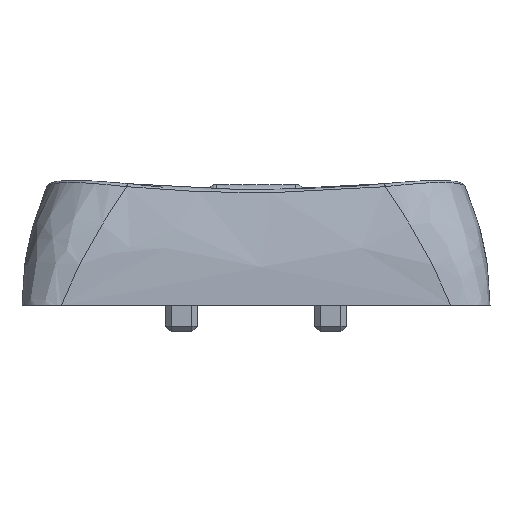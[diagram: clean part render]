
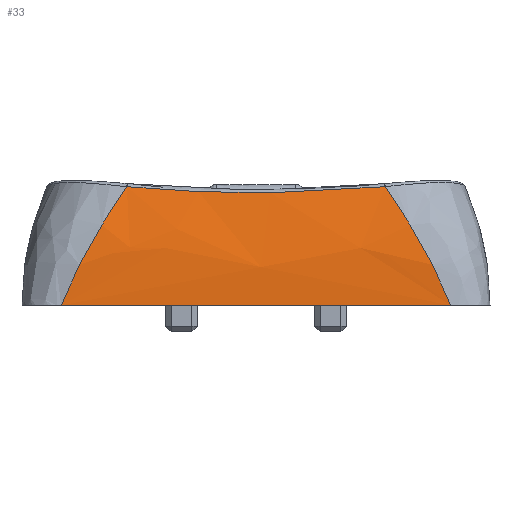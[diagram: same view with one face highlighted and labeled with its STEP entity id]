
A CAD part, front view. The second image highlights one B-rep face of the part: STEP entity #33.
In plain terms, the highlighted free-form (B-spline) face has degree [2, 1] with [3, 2] control points.
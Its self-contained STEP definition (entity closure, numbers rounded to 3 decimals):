
#33=ADVANCED_FACE('',(#162),#1953,.T.);
#162=FACE_OUTER_BOUND('',#294,.T.);
#294=EDGE_LOOP('',(#501,#502,#503,#504));
#501=ORIENTED_EDGE('',*,*,#1096,.T.);
#502=ORIENTED_EDGE('',*,*,#1098,.F.);
#503=ORIENTED_EDGE('',*,*,#1087,.T.);
#504=ORIENTED_EDGE('',*,*,#1097,.F.);
#1087=EDGE_CURVE('',#1752,#1750,#1439,.T.);
#1096=EDGE_CURVE('',#1753,#1754,#1448,.T.);
#1097=EDGE_CURVE('',#1753,#1750,#1449,.T.);
#1098=EDGE_CURVE('',#1752,#1754,#1450,.T.);
#1439=B_SPLINE_CURVE_WITH_KNOTS('',1,(#3660,#3661),.UNSPECIFIED.,.F.,.F.,
(2,2),(0.,14.9),.UNSPECIFIED.);
#1448=B_SPLINE_CURVE_WITH_KNOTS('',3,(#3924,#3925,#3926,#3927),
 .UNSPECIFIED.,.F.,.F.,(4,4),(0.,0.99),
 .UNSPECIFIED.);
#1449=B_SPLINE_CURVE_WITH_KNOTS('',3,(#3928,#3929,#3930,#3931,#3932,#3933,
#3934),.UNSPECIFIED.,.F.,.F.,(4,1,1,1,4),(0.,0.977,2.063,
2.425,5.321),.UNSPECIFIED.);
#1450=B_SPLINE_CURVE_WITH_KNOTS('',3,(#3935,#3936,#3937,#3938,#3939,#3940,
#3941),.UNSPECIFIED.,.F.,.F.,(4,1,1,1,4),(0.,2.896,3.258,
4.344,5.321),.UNSPECIFIED.);
#1750=VERTEX_POINT('',#3449);
#1752=VERTEX_POINT('',#3451);
#1753=VERTEX_POINT('',#3452);
#1754=VERTEX_POINT('',#3453);
#1953=(
BOUNDED_SURFACE()
B_SPLINE_SURFACE(2,1,((#2272,#2273),(#2274,#2275),(#2276,#2277)),
 .UNSPECIFIED.,.F.,.F.,.F.)
B_SPLINE_SURFACE_WITH_KNOTS((3,3),(2,2),(0.088,0.508),
(1.61,16.51),.UNSPECIFIED.)
GEOMETRIC_REPRESENTATION_ITEM()
RATIONAL_B_SPLINE_SURFACE(((1.,1.),(0.978,0.978),
(1.,1.)))
REPRESENTATION_ITEM('')
SURFACE()
);
#2272=CARTESIAN_POINT('',(-7.45,-7.975,7.581));
#2273=CARTESIAN_POINT('',(7.45,-7.975,7.581));
#2274=CARTESIAN_POINT('',(-7.45,-8.95,5.394));
#2275=CARTESIAN_POINT('',(7.45,-8.95,5.394));
#2276=CARTESIAN_POINT('',(-7.45,-8.95,3.));
#2277=CARTESIAN_POINT('',(7.45,-8.95,3.));
#3449=CARTESIAN_POINT('',(7.45,-8.95,3.));
#3451=CARTESIAN_POINT('',(-7.45,-8.95,3.));
#3452=CARTESIAN_POINT('',(4.94,-7.994,7.539));
#3453=CARTESIAN_POINT('',(-4.94,-7.994,7.539));
#3660=CARTESIAN_POINT('',(-7.45,-8.95,3.));
#3661=CARTESIAN_POINT('',(7.45,-8.95,3.));
#3924=CARTESIAN_POINT('',(4.94,-7.994,7.539));
#3925=CARTESIAN_POINT('',(1.658,-8.132,7.226));
#3926=CARTESIAN_POINT('',(-1.658,-8.132,7.226));
#3927=CARTESIAN_POINT('',(-4.94,-7.994,7.539));
#3928=CARTESIAN_POINT('',(4.94,-7.994,7.539));
#3929=CARTESIAN_POINT('',(5.125,-8.11,7.276));
#3930=CARTESIAN_POINT('',(5.507,-8.334,6.71));
#3931=CARTESIAN_POINT('',(5.929,-8.54,6.035));
#3932=CARTESIAN_POINT('',(6.647,-8.841,4.805));
#3933=CARTESIAN_POINT('',(7.117,-8.95,3.852));
#3934=CARTESIAN_POINT('',(7.45,-8.95,3.));
#3935=CARTESIAN_POINT('',(-7.45,-8.95,3.));
#3936=CARTESIAN_POINT('',(-7.117,-8.95,3.852));
#3937=CARTESIAN_POINT('',(-6.647,-8.841,4.805));
#3938=CARTESIAN_POINT('',(-5.929,-8.54,6.035));
#3939=CARTESIAN_POINT('',(-5.507,-8.334,6.71));
#3940=CARTESIAN_POINT('',(-5.125,-8.11,7.276));
#3941=CARTESIAN_POINT('',(-4.94,-7.994,7.539));
